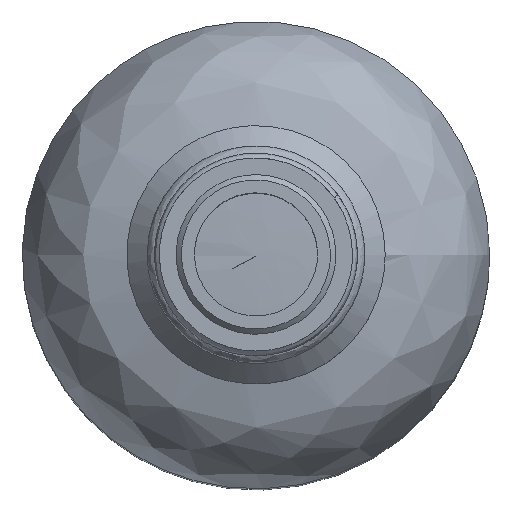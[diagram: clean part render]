
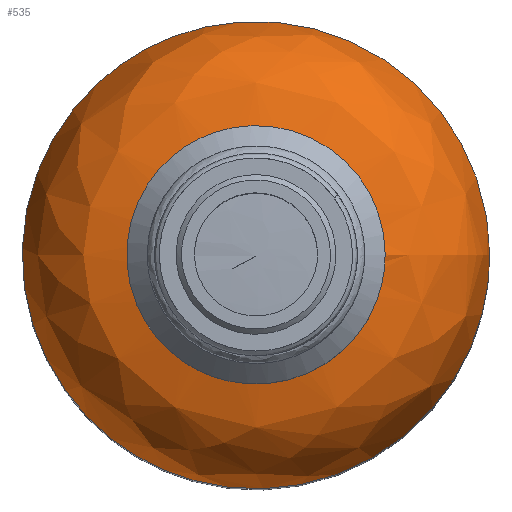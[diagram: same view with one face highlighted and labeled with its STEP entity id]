
A CAD part, top view. The second image highlights one B-rep face of the part: STEP entity #535.
In plain terms, the highlighted free-form (B-spline) face has degree [3, 3] with [4, 7] control points.
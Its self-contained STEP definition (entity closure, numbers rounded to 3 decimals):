
#504 = VERTEX_POINT('',#505);
#505 = CARTESIAN_POINT('',(20.255,0.,61.753));
#510 = EDGE_CURVE('',#504,#504,#511,.T.);
#511 = ( BOUNDED_CURVE() B_SPLINE_CURVE(2,(#512,#513,#514,#515,#516,#517
,#518),.UNSPECIFIED.,.T.,.F.) B_SPLINE_CURVE_WITH_KNOTS((1,2,2,2,2,1),(
    -2.094,0.,2.094,4.189,6.283,
8.378),.UNSPECIFIED.) CURVE() GEOMETRIC_REPRESENTATION_ITEM() 
RATIONAL_B_SPLINE_CURVE((1.,0.5,1.,0.5,1.,0.5,1.)) REPRESENTATION_ITEM(
  '') );
#512 = CARTESIAN_POINT('',(20.255,0.,61.753));
#513 = CARTESIAN_POINT('',(20.255,35.082,
    61.753));
#514 = CARTESIAN_POINT('',(-10.127,17.541,
    61.753));
#515 = CARTESIAN_POINT('',(-40.51,0.,
    61.753));
#516 = CARTESIAN_POINT('',(-10.127,-17.541,
    61.753));
#517 = CARTESIAN_POINT('',(20.255,-35.082,
    61.753));
#518 = CARTESIAN_POINT('',(20.255,0.,61.753));
#535 = ADVANCED_FACE('',(#536),#559,.T.);
#536 = FACE_BOUND('',#537,.T.);
#537 = EDGE_LOOP('',(#538,#539,#548,#558));
#538 = ORIENTED_EDGE('',*,*,#510,.T.);
#539 = ORIENTED_EDGE('',*,*,#540,.F.);
#540 = EDGE_CURVE('',#541,#504,#543,.T.);
#541 = VERTEX_POINT('',#542);
#542 = CARTESIAN_POINT('',(9.88,0.,72.127));
#543 = ( BOUNDED_CURVE() B_SPLINE_CURVE(3,(#544,#545,#546,#547),
.UNSPECIFIED.,.F.,.F.) B_SPLINE_CURVE_WITH_KNOTS((4,4),(0.,1.),
.PIECEWISE_BEZIER_KNOTS.) CURVE() GEOMETRIC_REPRESENTATION_ITEM() 
RATIONAL_B_SPLINE_CURVE((1.,0.805,0.805,1.)) 
REPRESENTATION_ITEM('') );
#544 = CARTESIAN_POINT('',(9.88,0.,72.127));
#545 = CARTESIAN_POINT('',(15.958,0.,72.127));
#546 = CARTESIAN_POINT('',(20.255,0.,67.83));
#547 = CARTESIAN_POINT('',(20.255,0.,61.753));
#548 = ORIENTED_EDGE('',*,*,#549,.F.);
#549 = EDGE_CURVE('',#541,#541,#550,.T.);
#550 = ( BOUNDED_CURVE() B_SPLINE_CURVE(2,(#551,#552,#553,#554,#555,#556
,#557),.UNSPECIFIED.,.T.,.F.) B_SPLINE_CURVE_WITH_KNOTS((1,2,2,2,2,1),(
    -2.094,0.,2.094,4.189,6.283,
8.378),.UNSPECIFIED.) CURVE() GEOMETRIC_REPRESENTATION_ITEM() 
RATIONAL_B_SPLINE_CURVE((1.,0.5,1.,0.5,1.,0.5,1.)) REPRESENTATION_ITEM(
  '') );
#551 = CARTESIAN_POINT('',(9.88,0.,72.127));
#552 = CARTESIAN_POINT('',(9.88,17.113,
    72.127));
#553 = CARTESIAN_POINT('',(-4.94,8.557,
    72.127));
#554 = CARTESIAN_POINT('',(-19.761,0.,
    72.127));
#555 = CARTESIAN_POINT('',(-4.94,-8.557,
    72.127));
#556 = CARTESIAN_POINT('',(9.88,-17.113,
    72.127));
#557 = CARTESIAN_POINT('',(9.88,0.,72.127));
#558 = ORIENTED_EDGE('',*,*,#540,.T.);
#559 = ( BOUNDED_SURFACE() B_SPLINE_SURFACE(3,3,(
    (#560,#561,#562,#563,#564,#565,#566)
    ,(#567,#568,#569,#570,#571,#572,#573)
    ,(#574,#575,#576,#577,#578,#579,#580)
    ,(#581,#582,#583,#584,#585,#586,#587
)),.UNSPECIFIED.,.F.,.T.,.F.) B_SPLINE_SURFACE_WITH_KNOTS((4,4),(1,3,3,3
    ,1),(0.,1.),(-0.5,0.,0.5,1.,1.5),.UNSPECIFIED.) 
GEOMETRIC_REPRESENTATION_ITEM() RATIONAL_B_SPLINE_SURFACE((
    (1.,0.333,0.333,1.,0.333,0.333
      ,1.)
    ,(0.805,0.268,0.268,0.805
      ,0.268,0.268,0.805)
    ,(0.805,0.268,0.268,0.805
      ,0.268,0.268,0.805)
    ,(1.,0.333,0.333,1.,0.333,0.333
,1.))) REPRESENTATION_ITEM('') SURFACE() );
#560 = CARTESIAN_POINT('',(9.88,0.,72.127));
#561 = CARTESIAN_POINT('',(9.88,19.761,
    72.127));
#562 = CARTESIAN_POINT('',(-9.88,19.761,
    72.127));
#563 = CARTESIAN_POINT('',(-9.88,0.,72.127));
#564 = CARTESIAN_POINT('',(-9.88,-19.761,
    72.127));
#565 = CARTESIAN_POINT('',(9.88,-19.761,
    72.127));
#566 = CARTESIAN_POINT('',(9.88,0.,72.127));
#567 = CARTESIAN_POINT('',(15.958,0.,72.127));
#568 = CARTESIAN_POINT('',(15.958,31.915,
    72.127));
#569 = CARTESIAN_POINT('',(-15.958,31.915,
    72.127));
#570 = CARTESIAN_POINT('',(-15.958,0.,72.127));
#571 = CARTESIAN_POINT('',(-15.958,-31.915,
    72.127));
#572 = CARTESIAN_POINT('',(15.958,-31.915,
    72.127));
#573 = CARTESIAN_POINT('',(15.958,0.,72.127));
#574 = CARTESIAN_POINT('',(20.255,0.,67.83));
#575 = CARTESIAN_POINT('',(20.255,40.51,
    67.83));
#576 = CARTESIAN_POINT('',(-20.255,40.51,
    67.83));
#577 = CARTESIAN_POINT('',(-20.255,0.,67.83));
#578 = CARTESIAN_POINT('',(-20.255,-40.51,
    67.83));
#579 = CARTESIAN_POINT('',(20.255,-40.51,
    67.83));
#580 = CARTESIAN_POINT('',(20.255,0.,67.83));
#581 = CARTESIAN_POINT('',(20.255,0.,61.753));
#582 = CARTESIAN_POINT('',(20.255,40.51,
    61.753));
#583 = CARTESIAN_POINT('',(-20.255,40.51,
    61.753));
#584 = CARTESIAN_POINT('',(-20.255,0.,61.753));
#585 = CARTESIAN_POINT('',(-20.255,-40.51,
    61.753));
#586 = CARTESIAN_POINT('',(20.255,-40.51,
    61.753));
#587 = CARTESIAN_POINT('',(20.255,0.,61.753));
